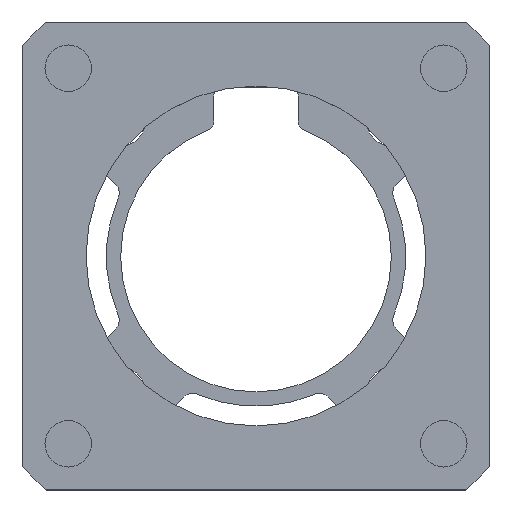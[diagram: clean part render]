
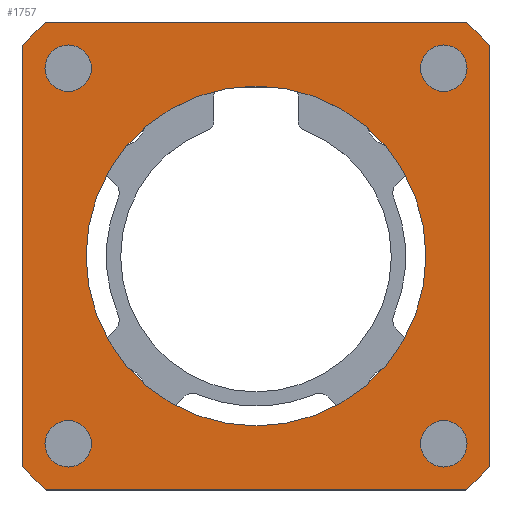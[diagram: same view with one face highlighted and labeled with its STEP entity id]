
A CAD part, top view. The second image highlights one B-rep face of the part: STEP entity #1757.
In plain terms, the highlighted planar face has unit normal (0, 0, 1).
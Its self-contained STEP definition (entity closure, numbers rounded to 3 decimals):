
#85=PLANE('',#1966);
#232=LINE('',#2907,#394);
#237=LINE('',#2922,#399);
#241=LINE('',#2934,#403);
#245=LINE('',#2946,#407);
#394=VECTOR('',#2396,1000.);
#399=VECTOR('',#2409,1000.);
#403=VECTOR('',#2421,1000.);
#407=VECTOR('',#2433,1000.);
#881=ORIENTED_EDGE('',*,*,#1133,.F.);
#882=ORIENTED_EDGE('',*,*,#1131,.F.);
#883=ORIENTED_EDGE('',*,*,#1129,.F.);
#884=ORIENTED_EDGE('',*,*,#1127,.F.);
#885=ORIENTED_EDGE('',*,*,#1125,.F.);
#886=ORIENTED_EDGE('',*,*,#1102,.T.);
#887=ORIENTED_EDGE('',*,*,#1106,.T.);
#888=ORIENTED_EDGE('',*,*,#1109,.T.);
#889=ORIENTED_EDGE('',*,*,#1112,.T.);
#890=ORIENTED_EDGE('',*,*,#1115,.T.);
#891=ORIENTED_EDGE('',*,*,#1118,.T.);
#892=ORIENTED_EDGE('',*,*,#1121,.T.);
#893=ORIENTED_EDGE('',*,*,#1134,.T.);
#1102=EDGE_CURVE('',#1278,#1279,#232,.T.);
#1106=EDGE_CURVE('',#1279,#1282,#1366,.T.);
#1109=EDGE_CURVE('',#1282,#1284,#237,.T.);
#1112=EDGE_CURVE('',#1284,#1286,#1368,.T.);
#1115=EDGE_CURVE('',#1286,#1288,#241,.T.);
#1118=EDGE_CURVE('',#1288,#1290,#1370,.T.);
#1121=EDGE_CURVE('',#1290,#1292,#245,.T.);
#1125=EDGE_CURVE('',#1295,#1295,#1373,.T.);
#1127=EDGE_CURVE('',#1297,#1297,#1375,.T.);
#1129=EDGE_CURVE('',#1299,#1299,#1377,.T.);
#1131=EDGE_CURVE('',#1301,#1301,#1379,.T.);
#1133=EDGE_CURVE('',#1303,#1303,#1381,.T.);
#1134=EDGE_CURVE('',#1292,#1278,#1382,.T.);
#1278=VERTEX_POINT('',#2908);
#1279=VERTEX_POINT('',#2909);
#1282=VERTEX_POINT('',#2917);
#1284=VERTEX_POINT('',#2923);
#1286=VERTEX_POINT('',#2929);
#1288=VERTEX_POINT('',#2935);
#1290=VERTEX_POINT('',#2941);
#1292=VERTEX_POINT('',#2947);
#1295=VERTEX_POINT('',#2955);
#1297=VERTEX_POINT('',#2960);
#1299=VERTEX_POINT('',#2965);
#1301=VERTEX_POINT('',#2970);
#1303=VERTEX_POINT('',#2975);
#1366=CIRCLE('',#1936,37.25);
#1368=CIRCLE('',#1940,37.25);
#1370=CIRCLE('',#1944,37.25);
#1373=CIRCLE('',#1949,2.75);
#1375=CIRCLE('',#1952,2.75);
#1377=CIRCLE('',#1955,20.15);
#1379=CIRCLE('',#1958,2.75);
#1381=CIRCLE('',#1961,2.75);
#1382=CIRCLE('',#1963,37.25);
#1500=EDGE_LOOP('',(#881));
#1501=EDGE_LOOP('',(#882));
#1502=EDGE_LOOP('',(#883));
#1503=EDGE_LOOP('',(#884));
#1504=EDGE_LOOP('',(#885));
#1505=EDGE_LOOP('',(#886,#887,#888,#889,#890,#891,#892,#893));
#1622=FACE_BOUND('',#1500,.T.);
#1623=FACE_BOUND('',#1501,.T.);
#1624=FACE_BOUND('',#1502,.T.);
#1625=FACE_BOUND('',#1503,.T.);
#1626=FACE_BOUND('',#1504,.T.);
#1627=FACE_BOUND('',#1505,.T.);
#1757=ADVANCED_FACE('',(#1622,#1623,#1624,#1625,#1626,#1627),#85,.T.);
#1936=AXIS2_PLACEMENT_3D('',#2916,#2402,#2403);
#1940=AXIS2_PLACEMENT_3D('',#2928,#2414,#2415);
#1944=AXIS2_PLACEMENT_3D('',#2940,#2426,#2427);
#1949=AXIS2_PLACEMENT_3D('',#2954,#2440,#2441);
#1952=AXIS2_PLACEMENT_3D('',#2959,#2446,#2447);
#1955=AXIS2_PLACEMENT_3D('',#2964,#2452,#2453);
#1958=AXIS2_PLACEMENT_3D('',#2969,#2458,#2459);
#1961=AXIS2_PLACEMENT_3D('',#2974,#2464,#2465);
#1963=AXIS2_PLACEMENT_3D('',#2977,#2468,#2469);
#1966=AXIS2_PLACEMENT_3D('',#2980,#2474,#2475);
#2396=DIRECTION('',(0.,-1.,0.));
#2402=DIRECTION('',(0.,0.,1.));
#2403=DIRECTION('',(1.,0.,0.));
#2409=DIRECTION('',(1.,0.,0.));
#2414=DIRECTION('',(0.,0.,1.));
#2415=DIRECTION('',(1.,0.,0.));
#2421=DIRECTION('',(0.,1.,0.));
#2426=DIRECTION('',(0.,0.,1.));
#2427=DIRECTION('',(1.,0.,0.));
#2433=DIRECTION('',(-1.,0.,0.));
#2440=DIRECTION('',(0.,0.,1.));
#2441=DIRECTION('',(1.,0.,0.));
#2446=DIRECTION('',(0.,0.,1.));
#2447=DIRECTION('',(1.,0.,0.));
#2452=DIRECTION('',(0.,0.,1.));
#2453=DIRECTION('',(1.,0.,0.));
#2458=DIRECTION('',(0.,0.,1.));
#2459=DIRECTION('',(1.,0.,0.));
#2464=DIRECTION('',(0.,0.,1.));
#2465=DIRECTION('',(1.,0.,0.));
#2468=DIRECTION('',(0.,0.,1.));
#2469=DIRECTION('',(1.,0.,0.));
#2474=DIRECTION('',(0.,0.,1.));
#2475=DIRECTION('',(1.,0.,0.));
#2907=CARTESIAN_POINT('',(-27.75,24.85,0.));
#2908=CARTESIAN_POINT('',(-27.75,24.85,0.));
#2909=CARTESIAN_POINT('',(-27.75,-24.85,0.));
#2916=CARTESIAN_POINT('',(0.,0.,0.));
#2917=CARTESIAN_POINT('',(-24.85,-27.75,0.));
#2922=CARTESIAN_POINT('',(-24.85,-27.75,0.));
#2923=CARTESIAN_POINT('',(24.85,-27.75,0.));
#2928=CARTESIAN_POINT('',(0.,0.,0.));
#2929=CARTESIAN_POINT('',(27.75,-24.85,0.));
#2934=CARTESIAN_POINT('',(27.75,-24.85,0.));
#2935=CARTESIAN_POINT('',(27.75,24.85,0.));
#2940=CARTESIAN_POINT('',(0.,0.,0.));
#2941=CARTESIAN_POINT('',(24.85,27.75,0.));
#2946=CARTESIAN_POINT('',(24.85,27.75,0.));
#2947=CARTESIAN_POINT('',(-24.85,27.75,0.));
#2954=CARTESIAN_POINT('',(22.274,22.274,0.));
#2955=CARTESIAN_POINT('',(25.024,22.274,0.));
#2959=CARTESIAN_POINT('',(22.274,-22.274,0.));
#2960=CARTESIAN_POINT('',(25.024,-22.274,0.));
#2964=CARTESIAN_POINT('',(0.,0.,0.));
#2965=CARTESIAN_POINT('',(20.15,0.,0.));
#2969=CARTESIAN_POINT('',(-22.274,22.274,0.));
#2970=CARTESIAN_POINT('',(-19.524,22.274,0.));
#2974=CARTESIAN_POINT('',(-22.274,-22.274,0.));
#2975=CARTESIAN_POINT('',(-19.524,-22.274,0.));
#2977=CARTESIAN_POINT('',(0.,0.,0.));
#2980=CARTESIAN_POINT('',(0.,0.,0.));
